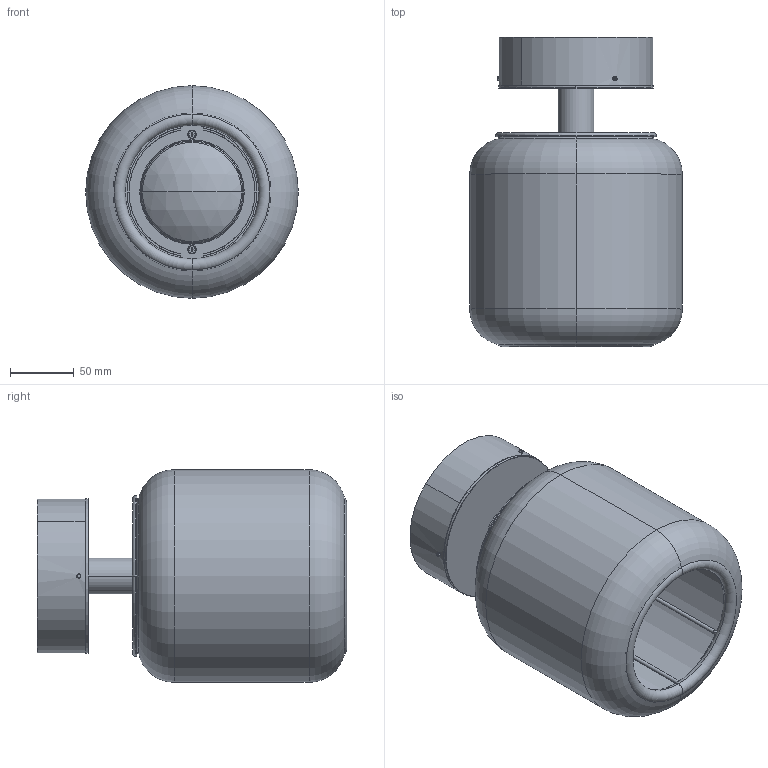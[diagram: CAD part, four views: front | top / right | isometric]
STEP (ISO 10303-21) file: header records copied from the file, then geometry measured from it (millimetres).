
FILE_DESCRIPTION (( 'STEP AP203' ), '1' );
FILE_NAME ('NANS PF-16 309230xxyyy.STEP', '2021-10-12T10:00:02', ( '' ), ( '' ), 'SwSTEP 2.0', 'SolidWorks 2019', '' );
FILE_SCHEMA (( 'CONFIG_CONTROL_DESIGN' ));
Length unit declared in the file: millimetre
Products named in the file (15): 000-309-504; 000-D913-36A2; 000-D965-38A2_ISO 7046-1 - M3 x 5 - Z --- 5N; 000-914-186; 000-309-068; 000-D965-310-A2; NANS PF-16 309230xxyyy; 000-309-505; 000-SUB309-505; 000-309-506; 000-309-026; 000-309-511; 000-309-106; 000-338-160; 000-309-503
Assembly tree (20 placements, depth 3):
  NANS PF-16 309230xxyyy
    000-SUB309-505
      000-309-511
      000-914-186
      000-309-506
      000-309-505
      000-309-504
      000-D965-38A2_ISO 7046-1 - M3 x 5 - Z --- 5N  x4
      000-309-503
      000-D965-310-A2  x2
      000-309-026
      000-309-068
      000-338-160
      000-D913-36A2  x3
    000-309-106
Bounding box: 167 x 242.89 x 167 mm (x, y, z)
Volume: 381906.3 mm3; surface area: 415776.9 mm2
Topology: 19 solids, 21 shells, 1299 faces, 3279 edges, 2000 vertices
Faces by surface type: plane 365, cone 314, cylinder 254, torus 212, bspline 132, sphere 22
Entity records: 39143 total; most frequent: CARTESIAN_POINT 10822, ORIENTED_EDGE 5636, DIRECTION 5583, EDGE_CURVE 2818, AXIS2_PLACEMENT_3D 2389, VERTEX_POINT 1764, CIRCLE 1387, EDGE_LOOP 1278
